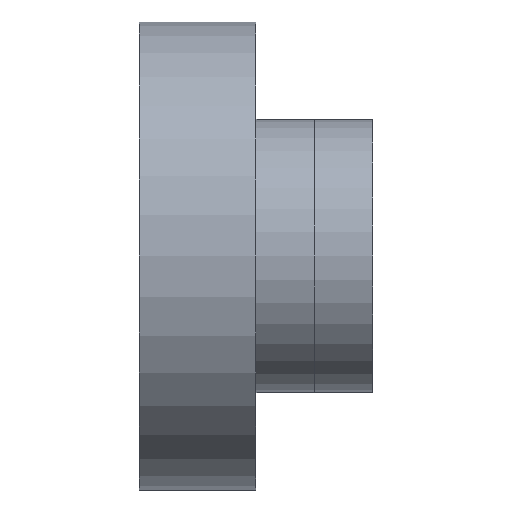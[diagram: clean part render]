
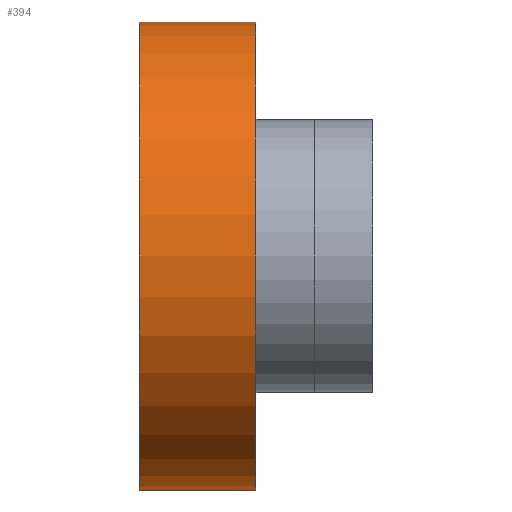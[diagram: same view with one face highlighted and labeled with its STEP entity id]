
A CAD part, front view. The second image highlights one B-rep face of the part: STEP entity #394.
In plain terms, the highlighted cylindrical face has radius 24 mm (diameter 48 mm), a partial arc.
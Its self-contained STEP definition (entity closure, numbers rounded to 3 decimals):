
#5 = VERTEX_POINT ( 'NONE', #506 ) ;
#8 = EDGE_CURVE ( 'NONE', #434, #729, #700, .T. ) ;
#43 = DIRECTION ( 'NONE',  ( -1., 0., 0. ) ) ;
#55 = CARTESIAN_POINT ( 'NONE',  ( -151.697, 0., -24. ) ) ;
#74 = CARTESIAN_POINT ( 'NONE',  ( -16.212, 0., 24. ) ) ;
#135 = DIRECTION ( 'NONE',  ( -1., 0., 0. ) ) ;
#138 = DIRECTION ( 'NONE',  ( 0., 0., 1. ) ) ;
#141 = CIRCLE ( 'NONE', #710, 24. ) ;
#220 = VECTOR ( 'NONE', #135, 1000. ) ;
#243 = ORIENTED_EDGE ( 'NONE', *, *, #8, .F. ) ;
#261 = CARTESIAN_POINT ( 'NONE',  ( -151.697, 0., 24. ) ) ;
#276 = CIRCLE ( 'NONE', #447, 24. ) ;
#317 = CYLINDRICAL_SURFACE ( 'NONE', #431, 24. ) ;
#321 = EDGE_CURVE ( 'NONE', #5, #717, #770, .T. ) ;
#388 = VECTOR ( 'NONE', #625, 1000. ) ;
#394 = ADVANCED_FACE ( 'NONE', ( #632 ), #317, .T. ) ;
#407 = EDGE_CURVE ( 'NONE', #729, #717, #141, .T. ) ;
#409 = ORIENTED_EDGE ( 'NONE', *, *, #321, .T. ) ;
#431 = AXIS2_PLACEMENT_3D ( 'NONE', #454, #707, #138 ) ;
#434 = VERTEX_POINT ( 'NONE', #527 ) ;
#447 = AXIS2_PLACEMENT_3D ( 'NONE', #733, #556, #502 ) ;
#454 = CARTESIAN_POINT ( 'NONE',  ( -151.697, 0., 0. ) ) ;
#502 = DIRECTION ( 'NONE',  ( 0., 0., 1. ) ) ;
#506 = CARTESIAN_POINT ( 'NONE',  ( -4.212, 0., 24. ) ) ;
#527 = CARTESIAN_POINT ( 'NONE',  ( -4.212, 0., -24. ) ) ;
#552 = ORIENTED_EDGE ( 'NONE', *, *, #407, .F. ) ;
#556 = DIRECTION ( 'NONE',  ( -1., 0., 0. ) ) ;
#572 = ORIENTED_EDGE ( 'NONE', *, *, #641, .T. ) ;
#625 = DIRECTION ( 'NONE',  ( -1., 0., 0. ) ) ;
#632 = FACE_OUTER_BOUND ( 'NONE', #797, .T. ) ;
#641 = EDGE_CURVE ( 'NONE', #434, #5, #276, .T. ) ;
#654 = DIRECTION ( 'NONE',  ( 0., 0., 1. ) ) ;
#700 = LINE ( 'NONE', #55, #388 ) ;
#707 = DIRECTION ( 'NONE',  ( -1., 0., 0. ) ) ;
#710 = AXIS2_PLACEMENT_3D ( 'NONE', #779, #43, #654 ) ;
#717 = VERTEX_POINT ( 'NONE', #74 ) ;
#729 = VERTEX_POINT ( 'NONE', #818 ) ;
#733 = CARTESIAN_POINT ( 'NONE',  ( -4.212, 0., 0. ) ) ;
#770 = LINE ( 'NONE', #261, #220 ) ;
#779 = CARTESIAN_POINT ( 'NONE',  ( -16.212, 0., 0. ) ) ;
#797 = EDGE_LOOP ( 'NONE', ( #243, #572, #409, #552 ) ) ;
#818 = CARTESIAN_POINT ( 'NONE',  ( -16.212, 0., -24. ) ) ;
